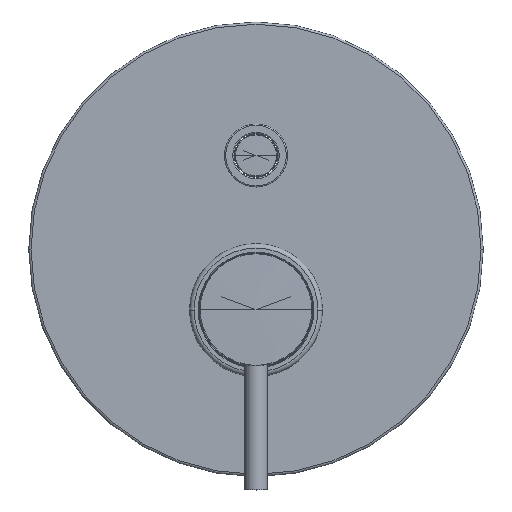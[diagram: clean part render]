
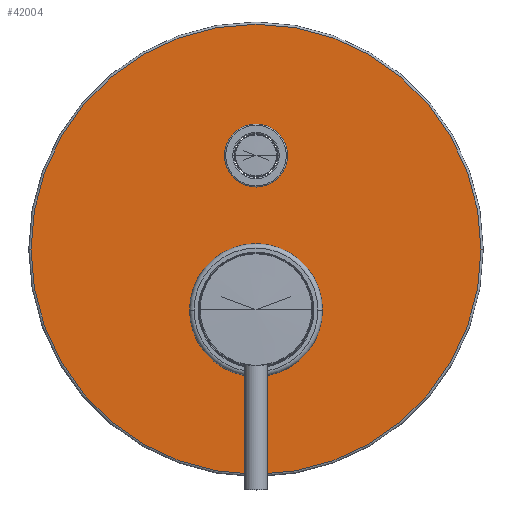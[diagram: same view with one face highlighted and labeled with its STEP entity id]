
A CAD part, top view. The second image highlights one B-rep face of the part: STEP entity #42004.
In plain terms, the highlighted planar face has unit normal (0, 0, 1).
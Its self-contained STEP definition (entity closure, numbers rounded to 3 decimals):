
#41258=CARTESIAN_POINT('',(0.,26.75,43.7));
#41259=DIRECTION('',(0.,0.,1.));
#41260=DIRECTION('',(-1.,0.,0.));
#41261=AXIS2_PLACEMENT_3D('',#41258,#41259,#41260);
#41263=CARTESIAN_POINT('',(0.,26.75,43.7));
#41264=DIRECTION('',(0.,0.,1.));
#41265=DIRECTION('',(1.,0.,0.));
#41266=AXIS2_PLACEMENT_3D('',#41263,#41264,#41265);
#41268=CARTESIAN_POINT('',(0.,0.,43.7));
#41269=DIRECTION('',(0.,0.,-1.));
#41270=DIRECTION('',(-1.,0.,0.));
#41271=AXIS2_PLACEMENT_3D('',#41268,#41269,#41270);
#41273=CARTESIAN_POINT('',(0.,0.,43.7));
#41274=DIRECTION('',(0.,0.,-1.));
#41275=DIRECTION('',(1.,0.,0.));
#41276=AXIS2_PLACEMENT_3D('',#41273,#41274,#41275);
#41278=CARTESIAN_POINT('',(0.,68.,43.7));
#41279=DIRECTION('',(0.,0.,-1.));
#41280=DIRECTION('',(-1.,0.,0.));
#41281=AXIS2_PLACEMENT_3D('',#41278,#41279,#41280);
#41283=CARTESIAN_POINT('',(0.,68.,43.7));
#41284=DIRECTION('',(0.,0.,-1.));
#41285=DIRECTION('',(1.,0.,0.));
#41286=AXIS2_PLACEMENT_3D('',#41283,#41284,#41285);
#41835=CARTESIAN_POINT('',(-99.,26.75,43.7));
#41836=CARTESIAN_POINT('',(99.,26.75,43.7));
#41837=VERTEX_POINT('',#41835);
#41838=VERTEX_POINT('',#41836);
#41887=CARTESIAN_POINT('',(-29.25,0.,43.7));
#41888=CARTESIAN_POINT('',(29.25,0.,43.7));
#41889=VERTEX_POINT('',#41887);
#41890=VERTEX_POINT('',#41888);
#41939=CARTESIAN_POINT('',(-13.35,68.,43.7));
#41940=CARTESIAN_POINT('',(13.35,68.,43.7));
#41941=VERTEX_POINT('',#41939);
#41942=VERTEX_POINT('',#41940);
#41982=CARTESIAN_POINT('',(0.,26.75,43.7));
#41983=DIRECTION('',(0.,0.,-1.));
#41984=DIRECTION('',(1.,0.,0.));
#41985=AXIS2_PLACEMENT_3D('',#41982,#41983,#41984);
#41986=PLANE('',#41985);
#41988=ORIENTED_EDGE('',*,*,#41987,.F.);
#41990=ORIENTED_EDGE('',*,*,#41989,.F.);
#41991=EDGE_LOOP('',(#41988,#41990));
#41992=FACE_OUTER_BOUND('',#41991,.F.);
#41994=ORIENTED_EDGE('',*,*,#41993,.F.);
#41996=ORIENTED_EDGE('',*,*,#41995,.F.);
#41997=EDGE_LOOP('',(#41994,#41996));
#41998=FACE_BOUND('',#41997,.F.);
#41999=ORIENTED_EDGE('',*,*,#41964,.F.);
#42001=ORIENTED_EDGE('',*,*,#42000,.F.);
#42002=EDGE_LOOP('',(#41999,#42001));
#42003=FACE_BOUND('',#42002,.F.);
#42004=ADVANCED_FACE('',(#41992,#41998,#42003),#41986,.F.);
#41262=CIRCLE('',#41261,99.);
#41267=CIRCLE('',#41266,99.);
#41272=CIRCLE('',#41271,29.25);
#41277=CIRCLE('',#41276,29.25);
#41282=CIRCLE('',#41281,13.35);
#41287=CIRCLE('',#41286,13.35);
#41964=EDGE_CURVE('',#41941,#41942,#41282,.T.);
#41987=EDGE_CURVE('',#41837,#41838,#41262,.T.);
#41989=EDGE_CURVE('',#41838,#41837,#41267,.T.);
#41993=EDGE_CURVE('',#41889,#41890,#41272,.T.);
#41995=EDGE_CURVE('',#41890,#41889,#41277,.T.);
#42000=EDGE_CURVE('',#41942,#41941,#41287,.T.);
